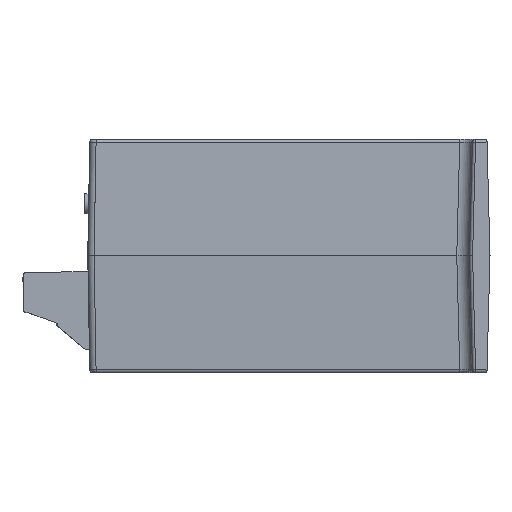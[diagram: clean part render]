
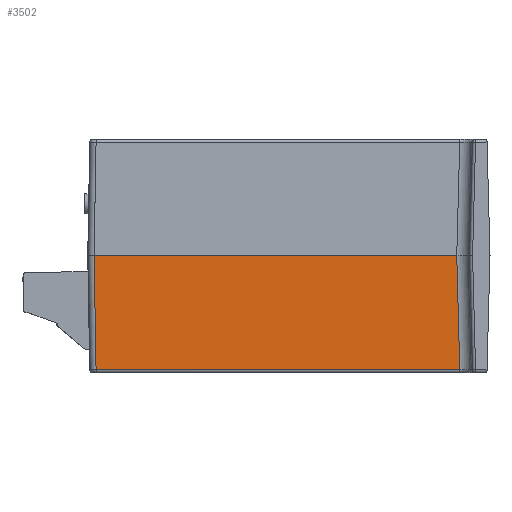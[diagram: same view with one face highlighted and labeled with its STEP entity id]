
A CAD part, left-side view. The second image highlights one B-rep face of the part: STEP entity #3502.
In plain terms, the highlighted planar face has unit normal (-1, 0, -0.026).
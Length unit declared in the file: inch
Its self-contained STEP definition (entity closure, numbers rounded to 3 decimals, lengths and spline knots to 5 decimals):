
#183 = CARTESIAN_POINT ( 'NONE',  ( -1.37272, 1.2137, 0.61811 ) ) ;
#846 = ORIENTED_EDGE ( 'NONE', *, *, #5655, .T. ) ;
#1398 = B_SPLINE_CURVE_WITH_KNOTS ( 'NONE', 3,
 ( #6247, #15745, #17009, #7651 ),
 .UNSPECIFIED., .F., .F.,
 ( 4, 4 ),
 ( 0., 1. ),
 .UNSPECIFIED. ) ;
#1601 = ORIENTED_EDGE ( 'NONE', *, *, #3268, .T. ) ;
#1694 = EDGE_CURVE ( 'NONE', #9651, #3886, #16313, .T. ) ;
#3065 = DIRECTION ( 'NONE',  ( 0., -1., 0. ) ) ;
#3268 = EDGE_CURVE ( 'NONE', #8963, #4490, #15206, .T. ) ;
#3397 = DIRECTION ( 'NONE',  ( -1., 0., -0.026 ) ) ;
#3502 = ADVANCED_FACE ( 'NONE', ( #12860 ), #10305, .T. ) ;
#3886 = VERTEX_POINT ( 'NONE', #4336 ) ;
#4249 = LINE ( 'NONE', #4852, #13817 ) ;
#4336 = CARTESIAN_POINT ( 'NONE',  ( -1.35415, -1.05885, -0.09107 ) ) ;
#4416 = ORIENTED_EDGE ( 'NONE', *, *, #1694, .T. ) ;
#4490 = VERTEX_POINT ( 'NONE', #183 ) ;
#4769 = DIRECTION ( 'NONE',  ( -0.026, 0., 1. ) ) ;
#4852 = CARTESIAN_POINT ( 'NONE',  ( -1.37272, 1.2137, 0.61811 ) ) ;
#5655 = EDGE_CURVE ( 'NONE', #3886, #8963, #1398, .T. ) ;
#6247 = CARTESIAN_POINT ( 'NONE',  ( -1.35415, -1.05885, -0.09107 ) ) ;
#7343 = ORIENTED_EDGE ( 'NONE', *, *, #8426, .T. ) ;
#7571 = DIRECTION ( 'NONE',  ( 0.026, -0.017, -1. ) ) ;
#7592 = VECTOR ( 'NONE', #14824, 39.37008 ) ;
#7651 = CARTESIAN_POINT ( 'NONE',  ( -1.37272, -1.04027, 0.61811 ) ) ;
#8426 = EDGE_CURVE ( 'NONE', #4490, #9651, #4249, .T. ) ;
#8842 = AXIS2_PLACEMENT_3D ( 'NONE', #13060, #3397, #4769 ) ;
#8963 = VERTEX_POINT ( 'NONE', #14056 ) ;
#9494 = CARTESIAN_POINT ( 'NONE',  ( -1.37272, 1.33968, 0.61811 ) ) ;
#9651 = VERTEX_POINT ( 'NONE', #14965 ) ;
#10092 = CARTESIAN_POINT ( 'NONE',  ( -1.35415, 1.33967, -0.09107 ) ) ;
#10305 = PLANE ( 'NONE',  #8842 ) ;
#12860 = FACE_OUTER_BOUND ( 'NONE', #15720, .T. ) ;
#13060 = CARTESIAN_POINT ( 'NONE',  ( -1.37272, 1.33967, 0.61811 ) ) ;
#13817 = VECTOR ( 'NONE', #7571, 39.37008 ) ;
#14056 = CARTESIAN_POINT ( 'NONE',  ( -1.37272, -1.04027, 0.61811 ) ) ;
#14824 = DIRECTION ( 'NONE',  ( 0., 1., 0. ) ) ;
#14965 = CARTESIAN_POINT ( 'NONE',  ( -1.35415, 1.20132, -0.09107 ) ) ;
#15206 = LINE ( 'NONE', #9494, #7592 ) ;
#15720 = EDGE_LOOP ( 'NONE', ( #7343, #4416, #846, #1601 ) ) ;
#15745 = CARTESIAN_POINT ( 'NONE',  ( -1.36034, -1.05266, 0.14533 ) ) ;
#15871 = VECTOR ( 'NONE', #3065, 39.37008 ) ;
#16313 = LINE ( 'NONE', #10092, #15871 ) ;
#17009 = CARTESIAN_POINT ( 'NONE',  ( -1.36653, -1.04647, 0.38172 ) ) ;
